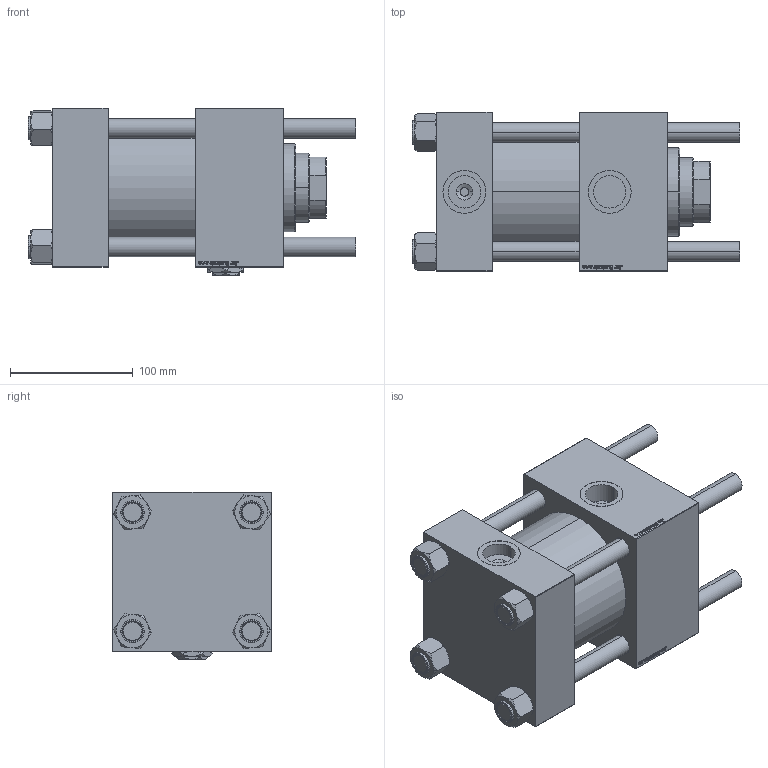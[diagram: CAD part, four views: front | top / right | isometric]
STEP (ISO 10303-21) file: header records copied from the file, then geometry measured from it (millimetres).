
FILE_DESCRIPTION (( 'STEP AP203' ), '1' );
FILE_NAME ('b887.STEP', '2023-08-26T15:17:09', ( '' ), ( '' ), 'SwSTEP 2.0', 'SolidWorks 2019', '' );
FILE_SCHEMA (( 'CONFIG_CONTROL_DESIGN' ));
Length unit declared in the file: millimetre
Products named in the file (7): Zatka_pro_OIL_PORT 1c4bd5311fbee0486aece2c642785454; NUT_M5_B 1c4bd5311fbee0486aece2c642785454; V215CR_B-1 1c4bd5311fbee0486aece2c642785454; V215CR_B_TYCINKA 1c4bd5311fbee0486aece2c642785454; V215CR_VCP_B 1c4bd5311fbee0486aece2c642785454; b887; V215_VC_A 1c4bd5311fbee0486aece2c642785454
Assembly tree (12 placements, depth 2):
  b887
    V215CR_B-1 1c4bd5311fbee0486aece2c642785454
    V215CR_VCP_B 1c4bd5311fbee0486aece2c642785454
    NUT_M5_B 1c4bd5311fbee0486aece2c642785454  x4
    V215CR_B_TYCINKA 1c4bd5311fbee0486aece2c642785454  x4
    V215_VC_A 1c4bd5311fbee0486aece2c642785454
    Zatka_pro_OIL_PORT 1c4bd5311fbee0486aece2c642785454
Bounding box: 267 x 130 x 137 mm (x, y, z)
Volume: 2543772.9 mm3; surface area: 363595.1 mm2
Topology: 12 solids, 12 shells, 1253 faces, 3199 edges, 2081 vertices
Faces by surface type: bspline 504, plane 503, cone 156, cylinder 82, torus 8
Entity records: 58992 total; most frequent: CARTESIAN_POINT 34727, ORIENTED_EDGE 5662, DIRECTION 3195, EDGE_CURVE 2831, VERTEX_POINT 1859, LINE 1497, VECTOR 1497, EDGE_LOOP 1226
